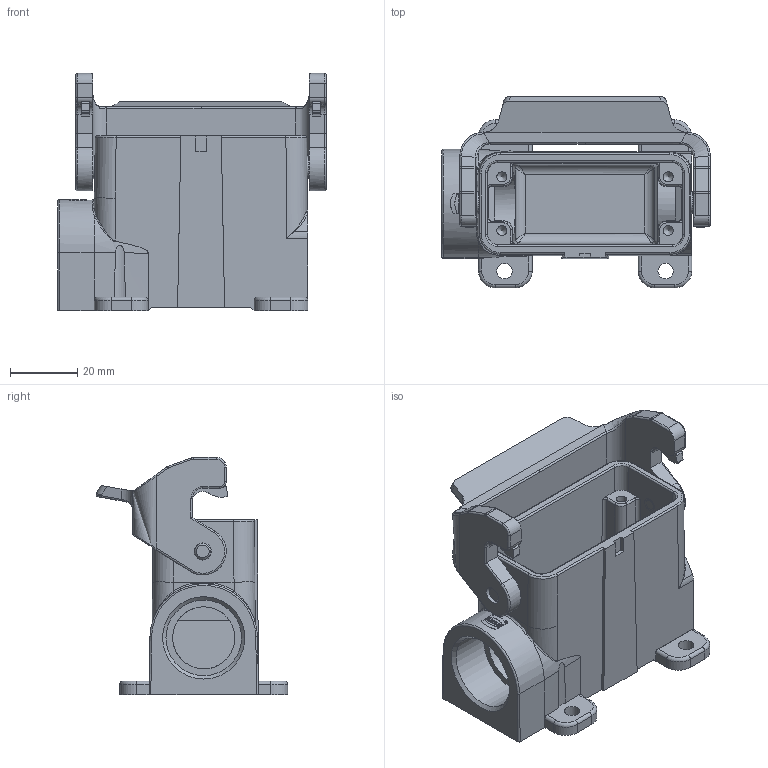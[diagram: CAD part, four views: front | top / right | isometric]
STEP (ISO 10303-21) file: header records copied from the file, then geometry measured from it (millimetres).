
FILE_DESCRIPTION(/* description */ (''),/* implementation_level */ '2;1');
FILE_NAME(/* name */ '100573790ugm000_b.stp',/* time_stamp */ '2018-03-06T15:47:22+01:00',/* author */ (''),/* organization */ (''),/* preprocessor_version */ 'ST-DEVELOPER v16',/* originating_system */ 'SIEMENS PLM Software NX 10.0',/* authorisation */ '');
FILE_SCHEMA (('AUTOMOTIVE_DESIGN { 1 0 10303 214 3 1 1 1 }'));
Length unit declared in the file: millimetre
Products named in the file (1): 100573790ugm000_b
Bounding box: 79.9 x 56.98 x 70.6 mm (x, y, z)
Volume: 59119.7 mm3; surface area: 31102.3 mm2
Topology: 2 solids, 2 shells, 486 faces, 1239 edges, 772 vertices
Faces by surface type: cylinder 173, plane 159, bspline 134, torus 10, cone 10
Full cylindrical faces by diameter (mm): 0.66 x1, 3 x5, 4 x2, 4.6 x4, 4.8 x2, 5.1 x2, 6.6 x2, 18.5 x1, 21.25 x1, 22.5 x1
Entity records: 19465 total; most frequent: CARTESIAN_POINT 7030, ORIENTED_EDGE 2352, DIRECTION 1945, EDGE_CURVE 1176, VERTEX_POINT 751, AXIS2_PLACEMENT_3D 726, EDGE_LOOP 555, LINE 493
